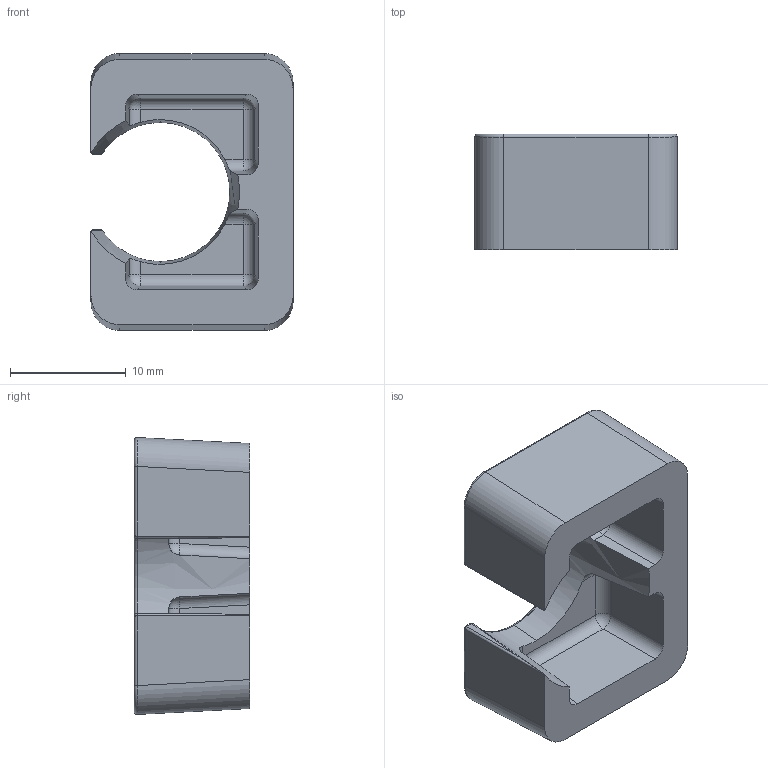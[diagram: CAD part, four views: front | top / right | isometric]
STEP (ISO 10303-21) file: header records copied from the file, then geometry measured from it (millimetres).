
FILE_DESCRIPTION (( 'STEP AP214' ), '1' );
FILE_NAME ('P2 kurz M10.STEP', '2008-03-10T15:47:17', ( 'Schütte' ), ( ' ' ), 'SwSTEP 2.0', 'SolidWorks 2008', '' );
FILE_SCHEMA (( 'AUTOMOTIVE_DESIGN' ));
Length unit declared in the file: millimetre
Products named in the file (1): P2 kurz M10
Bounding box: 17.5 x 10 x 23.97 mm (x, y, z)
Volume: 2241.6 mm3; surface area: 1790.7 mm2
Topology: 1 solids, 1 shells, 265 faces, 686 edges, 436 vertices
Faces by surface type: plane 141, bspline 82, cylinder 27, torus 6, sphere 6, cone 3
Entity records: 12195 total; most frequent: CARTESIAN_POINT 6370, ORIENTED_EDGE 1352, DIRECTION 912, EDGE_CURVE 676, VECTOR 436, LINE 436, VERTEX_POINT 436, EDGE_LOOP 288
